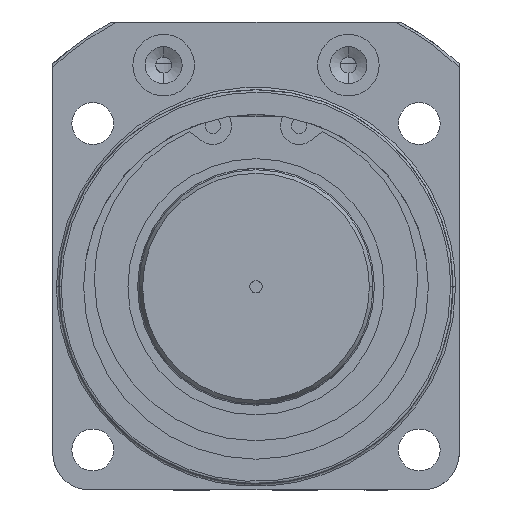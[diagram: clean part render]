
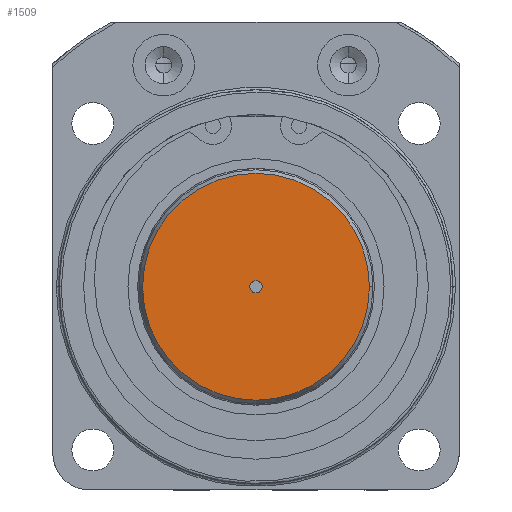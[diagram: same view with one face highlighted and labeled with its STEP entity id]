
A CAD part, front view. The second image highlights one B-rep face of the part: STEP entity #1509.
In plain terms, the highlighted planar face has unit normal (0, -1, 0).
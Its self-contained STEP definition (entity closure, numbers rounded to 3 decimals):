
#565 = ORIENTED_EDGE ( 'NONE', *, *, #1876, .F. ) ;
#566 = ORIENTED_EDGE ( 'NONE', *, *, #1871, .F. ) ;
#567 = ORIENTED_EDGE ( 'NONE', *, *, #1877, .F. ) ;
#568 = ORIENTED_EDGE ( 'NONE', *, *, #1867, .F. ) ;
#1509 = ADVANCED_FACE ( 'NONE', ( #12343, #12165 ), #6396, .F. ) ;
#1867 = EDGE_CURVE ( 'NONE', #6523, #4815, #12344, .T. ) ;
#1871 = EDGE_CURVE ( 'NONE', #4814, #4849, #12352, .T. ) ;
#1876 = EDGE_CURVE ( 'NONE', #4849, #4814, #12367, .T. ) ;
#1877 = EDGE_CURVE ( 'NONE', #4815, #6523, #12369, .T. ) ;
#2989 = CARTESIAN_POINT ( 'NONE',  ( 0., -50., 1. ) ) ;
#2990 = CARTESIAN_POINT ( 'NONE',  ( 18.423, -50., 0. ) ) ;
#3024 = CARTESIAN_POINT ( 'NONE',  ( 0., -50., -1. ) ) ;
#3059 = CARTESIAN_POINT ( 'NONE',  ( -18.423, -50., 0. ) ) ;
#4321 = DIRECTION ( 'NONE',  ( -1., 0., 0. ) ) ;
#4322 = DIRECTION ( 'NONE',  ( 0., 1., 0. ) ) ;
#4323 = CARTESIAN_POINT ( 'NONE',  ( 0., -50., 0. ) ) ;
#4324 = DIRECTION ( 'NONE',  ( 0., 0., 1. ) ) ;
#4325 = DIRECTION ( 'NONE',  ( 0., -1., 0. ) ) ;
#4326 = CARTESIAN_POINT ( 'NONE',  ( 0., -50., 0. ) ) ;
#4334 = DIRECTION ( 'NONE',  ( 0., 0., 1. ) ) ;
#4335 = DIRECTION ( 'NONE',  ( 0., -1., 0. ) ) ;
#4336 = CARTESIAN_POINT ( 'NONE',  ( 0., -50., 0. ) ) ;
#4343 = DIRECTION ( 'NONE',  ( -1., 0., 0. ) ) ;
#4344 = DIRECTION ( 'NONE',  ( 0., 1., 0. ) ) ;
#4345 = CARTESIAN_POINT ( 'NONE',  ( 0., -50., 0. ) ) ;
#4814 = VERTEX_POINT ( 'NONE', #2989 ) ;
#4815 = VERTEX_POINT ( 'NONE', #2990 ) ;
#4849 = VERTEX_POINT ( 'NONE', #3024 ) ;
#6393 = DIRECTION ( 'NONE',  ( 0., 0., 1. ) ) ;
#6394 = DIRECTION ( 'NONE',  ( 0., 1., 0. ) ) ;
#6396 = PLANE ( 'NONE',  #9614 ) ;
#6402 = CARTESIAN_POINT ( 'NONE',  ( -18.423, -50., 0. ) ) ;
#6523 = VERTEX_POINT ( 'NONE', #3059 ) ;
#9396 = EDGE_LOOP ( 'NONE', ( #566, #565 ) ) ;
#9400 = EDGE_LOOP ( 'NONE', ( #568, #567 ) ) ;
#9614 = AXIS2_PLACEMENT_3D ( 'NONE', #6402, #6394, #6393 ) ;
#9856 = AXIS2_PLACEMENT_3D ( 'NONE', #4345, #4344, #4343 ) ;
#9858 = AXIS2_PLACEMENT_3D ( 'NONE', #4336, #4335, #4334 ) ;
#9861 = AXIS2_PLACEMENT_3D ( 'NONE', #4326, #4325, #4324 ) ;
#9862 = AXIS2_PLACEMENT_3D ( 'NONE', #4323, #4322, #4321 ) ;
#12165 = FACE_BOUND ( 'NONE', #9396, .T. ) ;
#12343 = FACE_OUTER_BOUND ( 'NONE', #9400, .T. ) ;
#12344 = CIRCLE ( 'NONE', #9856, 18.423 ) ;
#12352 = CIRCLE ( 'NONE', #9858, 1. ) ;
#12367 = CIRCLE ( 'NONE', #9861, 1. ) ;
#12369 = CIRCLE ( 'NONE', #9862, 18.423 ) ;
